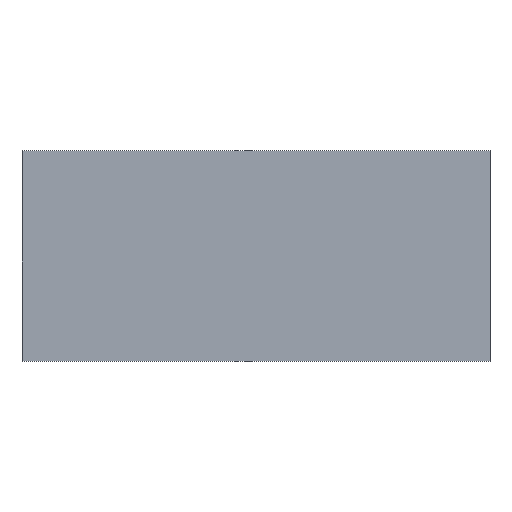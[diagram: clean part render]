
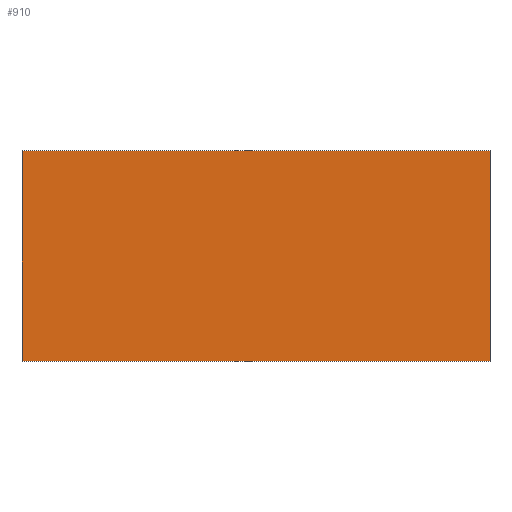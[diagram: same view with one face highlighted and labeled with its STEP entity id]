
A CAD part, top view. The second image highlights one B-rep face of the part: STEP entity #910.
In plain terms, the highlighted planar face has unit normal (0, 0, 1).
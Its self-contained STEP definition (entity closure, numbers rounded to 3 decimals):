
#902=AXIS2_PLACEMENT_3D('Plane Axis2P3D',#899,#900,#901) ;
#633=CARTESIAN_POINT('Vertex',(20.,9.,2.6)) ;
#640=CARTESIAN_POINT('Vertex',(0.,9.,2.6)) ;
#643=CARTESIAN_POINT('Line Origine',(10.,9.,2.6)) ;
#664=CARTESIAN_POINT('Vertex',(0.,0.,2.6)) ;
#667=CARTESIAN_POINT('Line Origine',(0.,4.5,2.6)) ;
#688=CARTESIAN_POINT('Vertex',(20.,0.,2.6)) ;
#691=CARTESIAN_POINT('Line Origine',(10.,0.,2.6)) ;
#708=CARTESIAN_POINT('Line Origine',(20.,4.5,2.6)) ;
#899=CARTESIAN_POINT('Axis2P3D Location',(10.,4.5,2.6)) ;
#644=DIRECTION('Vector Direction',(-1.,0.,0.)) ;
#668=DIRECTION('Vector Direction',(0.,1.,0.)) ;
#692=DIRECTION('Vector Direction',(1.,0.,0.)) ;
#709=DIRECTION('Vector Direction',(0.,-1.,0.)) ;
#900=DIRECTION('Axis2P3D Direction',(0.,0.,1.)) ;
#901=DIRECTION('Axis2P3D XDirection',(0.,-1.,0.)) ;
#645=VECTOR('Line Direction',#644,1.) ;
#669=VECTOR('Line Direction',#668,1.) ;
#693=VECTOR('Line Direction',#692,1.) ;
#710=VECTOR('Line Direction',#709,1.) ;
#905=ORIENTED_EDGE('',*,*,#647,.T.) ;
#906=ORIENTED_EDGE('',*,*,#671,.T.) ;
#907=ORIENTED_EDGE('',*,*,#695,.T.) ;
#908=ORIENTED_EDGE('',*,*,#712,.T.) ;
#910=ADVANCED_FACE('S3D gedreht',(#909),#903,.T.) ;
#647=EDGE_CURVE('',#634,#641,#646,.T.) ;
#671=EDGE_CURVE('',#641,#665,#670,.F.) ;
#695=EDGE_CURVE('',#665,#689,#694,.T.) ;
#712=EDGE_CURVE('',#689,#634,#711,.F.) ;
#904=EDGE_LOOP('',(#905,#906,#907,#908)) ;
#909=FACE_OUTER_BOUND('',#904,.T.) ;
#646=LINE('Line',#643,#645) ;
#670=LINE('Line',#667,#669) ;
#694=LINE('Line',#691,#693) ;
#711=LINE('Line',#708,#710) ;
#903=PLANE('',#902) ;
#634=VERTEX_POINT('',#633) ;
#641=VERTEX_POINT('',#640) ;
#665=VERTEX_POINT('',#664) ;
#689=VERTEX_POINT('',#688) ;
